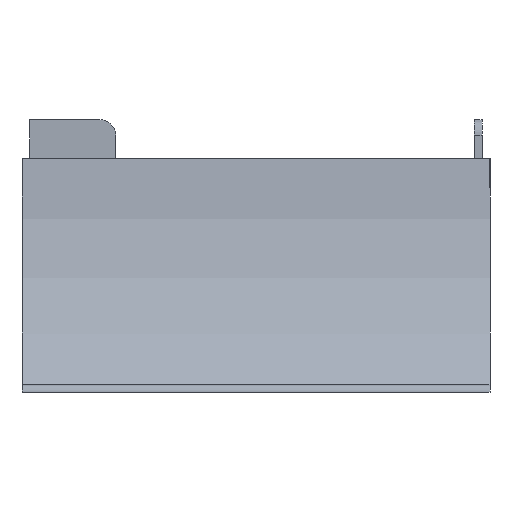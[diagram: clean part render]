
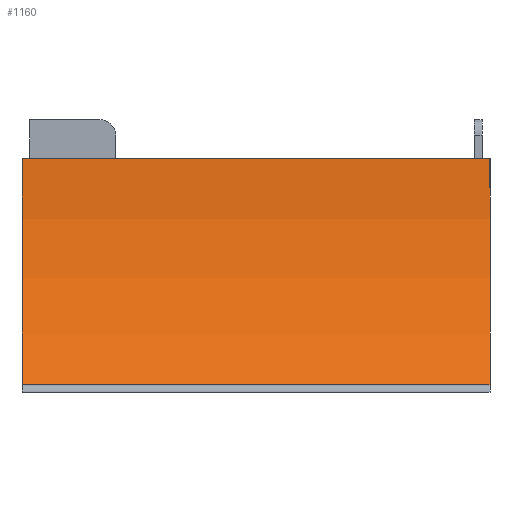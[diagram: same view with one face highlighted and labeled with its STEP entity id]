
A CAD part, left-side view. The second image highlights one B-rep face of the part: STEP entity #1160.
In plain terms, the highlighted cylindrical face has radius 46.409 mm (diameter 92.818 mm), a partial arc.
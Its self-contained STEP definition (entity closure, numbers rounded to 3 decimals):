
#8 = CIRCLE ( 'NONE', #714, 46.409 ) ;
#12 = ORIENTED_EDGE ( 'NONE', *, *, #1045, .F. ) ;
#20 = CARTESIAN_POINT ( 'NONE',  ( -60.409, -61.953, 30. ) ) ;
#25 = LINE ( 'NONE', #137, #1098 ) ;
#137 = CARTESIAN_POINT ( 'NONE',  ( -14., 30., 30. ) ) ;
#140 = CYLINDRICAL_SURFACE ( 'NONE', #1063, 46.409 ) ;
#152 = CIRCLE ( 'NONE', #1140, 46.409 ) ;
#239 = FACE_OUTER_BOUND ( 'NONE', #763, .T. ) ;
#386 = EDGE_CURVE ( 'NONE', #975, #903, #25, .T. ) ;
#425 = CARTESIAN_POINT ( 'NONE',  ( -24.176, 30., 1. ) ) ;
#472 = CARTESIAN_POINT ( 'NONE',  ( -14., -30., 30. ) ) ;
#502 = EDGE_CURVE ( 'NONE', #1228, #1391, #655, .T. ) ;
#606 = ORIENTED_EDGE ( 'NONE', *, *, #834, .F. ) ;
#655 = LINE ( 'NONE', #777, #1302 ) ;
#682 = DIRECTION ( 'NONE',  ( 0., 0., 1. ) ) ;
#709 = CARTESIAN_POINT ( 'NONE',  ( -14., 30., 30. ) ) ;
#714 = AXIS2_PLACEMENT_3D ( 'NONE', #1380, #782, #682 ) ;
#763 = EDGE_LOOP ( 'NONE', ( #12, #1441, #606, #983 ) ) ;
#777 = CARTESIAN_POINT ( 'NONE',  ( -24.176, -61.953, 1. ) ) ;
#782 = DIRECTION ( 'NONE',  ( 0., 1., 0. ) ) ;
#794 = DIRECTION ( 'NONE',  ( 0., -1., 0. ) ) ;
#819 = CARTESIAN_POINT ( 'NONE',  ( -24.176, -30., 1. ) ) ;
#834 = EDGE_CURVE ( 'NONE', #903, #1391, #8, .T. ) ;
#903 = VERTEX_POINT ( 'NONE', #472 ) ;
#975 = VERTEX_POINT ( 'NONE', #709 ) ;
#983 = ORIENTED_EDGE ( 'NONE', *, *, #386, .F. ) ;
#986 = DIRECTION ( 'NONE',  ( 0., -1., 0. ) ) ;
#1045 = EDGE_CURVE ( 'NONE', #1228, #975, #152, .T. ) ;
#1063 = AXIS2_PLACEMENT_3D ( 'NONE', #20, #1361, #1242 ) ;
#1098 = VECTOR ( 'NONE', #986, 1000. ) ;
#1105 = DIRECTION ( 'NONE',  ( 0., 0., 1. ) ) ;
#1140 = AXIS2_PLACEMENT_3D ( 'NONE', #1454, #1333, #1105 ) ;
#1160 = ADVANCED_FACE ( 'NONE', ( #239 ), #140, .F. ) ;
#1228 = VERTEX_POINT ( 'NONE', #425 ) ;
#1242 = DIRECTION ( 'NONE',  ( 0., 0., 1. ) ) ;
#1302 = VECTOR ( 'NONE', #794, 1000. ) ;
#1333 = DIRECTION ( 'NONE',  ( 0., -1., 0. ) ) ;
#1361 = DIRECTION ( 'NONE',  ( 0., 1., 0. ) ) ;
#1380 = CARTESIAN_POINT ( 'NONE',  ( -60.409, -30., 30. ) ) ;
#1391 = VERTEX_POINT ( 'NONE', #819 ) ;
#1441 = ORIENTED_EDGE ( 'NONE', *, *, #502, .T. ) ;
#1454 = CARTESIAN_POINT ( 'NONE',  ( -60.409, 30., 30. ) ) ;
